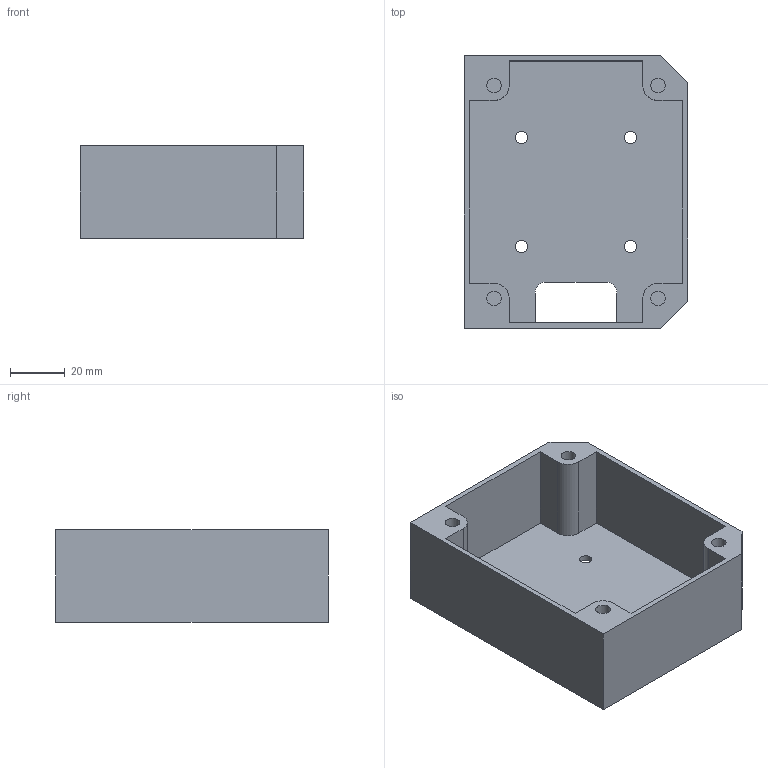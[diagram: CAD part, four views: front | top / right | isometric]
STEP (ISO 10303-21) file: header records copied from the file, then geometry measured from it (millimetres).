
FILE_DESCRIPTION(/* description */ ('','CAx-IF Rec.Pracs.---Representation and Presentation of Product Manufacturing Information (PMI)---4.0---2014-10-13'),/* implementation_level */ '2;1');
FILE_NAME(/* name */ 'box.step',/* time_stamp */ '2025-03-27T00:48:37-04:00',/* author */ (''),/* organization */ (''),/* preprocessor_version */ 'ST-DEVELOPER v20',/* originating_system */ 'Autodesk Translation Framework v13.20.0.188',/* authorisation */ '');
FILE_SCHEMA (('AP242_MANAGED_MODEL_BASED_3D_ENGINEERING_MIM_LF { 1 0 10303 442 1 1 4 }'));
Length unit declared in the file: millimetre
Products named in the file (2): card reader mount; Box
Assembly tree (1 placements, depth 2):
  card reader mount
    Box
Bounding box: 82 x 100 x 34 mm (x, y, z)
Volume: 59512.8 mm3; surface area: 39288.9 mm2
Topology: 1 solids, 1 shells, 42 faces, 108 edges, 72 vertices
Faces by surface type: plane 28, cylinder 14
Full cylindrical faces by diameter (mm): 4.5 x4, 5.33 x4
Entity records: 1353 total; most frequent: DIRECTION 226, CARTESIAN_POINT 225, ORIENTED_EDGE 216, EDGE_CURVE 108, LINE 80, VECTOR 80, AXIS2_PLACEMENT_3D 73, VERTEX_POINT 72
